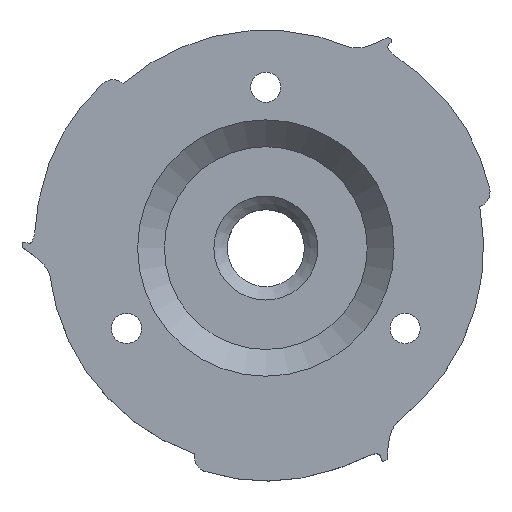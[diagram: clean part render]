
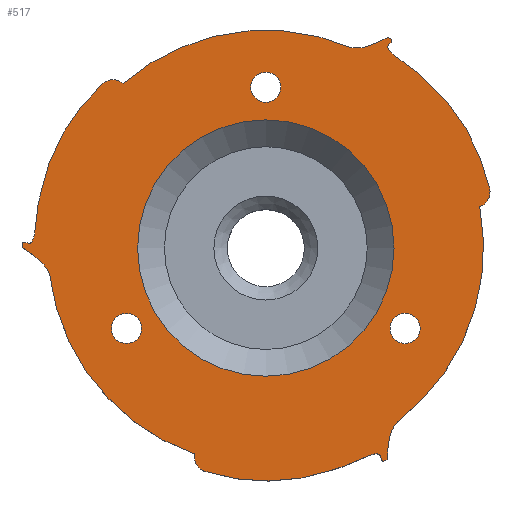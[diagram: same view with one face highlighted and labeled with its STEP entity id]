
A CAD part, top view. The second image highlights one B-rep face of the part: STEP entity #517.
In plain terms, the highlighted planar face has unit normal (0, 0, 1).
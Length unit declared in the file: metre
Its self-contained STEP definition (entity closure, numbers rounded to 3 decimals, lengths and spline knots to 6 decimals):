
#23=B_SPLINE_CURVE_WITH_KNOTS('',7,(#860,#861,#862,#863,#864,#865,#866,
#867),.UNSPECIFIED.,.F.,.F.,(8,8),(0.,0.787357),
 .PIECEWISE_BEZIER_KNOTS.);
#24=B_SPLINE_CURVE_WITH_KNOTS('',4,(#869,#870,#871,#872,#873),
 .UNSPECIFIED.,.F.,.F.,(5,5),(0.,1.),.PIECEWISE_BEZIER_KNOTS.);
#25=B_SPLINE_CURVE_WITH_KNOTS('',7,(#878,#879,#880,#881,#882,#883,#884,
#885),.UNSPECIFIED.,.F.,.F.,(8,8),(0.,0.787357),
 .PIECEWISE_BEZIER_KNOTS.);
#26=B_SPLINE_CURVE_WITH_KNOTS('',4,(#887,#888,#889,#890,#891),
 .UNSPECIFIED.,.F.,.F.,(5,5),(0.,1.),.PIECEWISE_BEZIER_KNOTS.);
#27=B_SPLINE_CURVE_WITH_KNOTS('',7,(#896,#897,#898,#899,#900,#901,#902,
#903),.UNSPECIFIED.,.F.,.F.,(8,8),(0.,0.787357),
 .PIECEWISE_BEZIER_KNOTS.);
#28=B_SPLINE_CURVE_WITH_KNOTS('',4,(#905,#906,#907,#908,#909),
 .UNSPECIFIED.,.F.,.F.,(5,5),(0.,1.),.PIECEWISE_BEZIER_KNOTS.);
#37=PLANE('',#600);
#101=ORIENTED_EDGE('',*,*,#231,.T.);
#102=ORIENTED_EDGE('',*,*,#212,.T.);
#103=ORIENTED_EDGE('',*,*,#232,.T.);
#104=ORIENTED_EDGE('',*,*,#233,.T.);
#105=ORIENTED_EDGE('',*,*,#234,.F.);
#106=ORIENTED_EDGE('',*,*,#235,.F.);
#107=ORIENTED_EDGE('',*,*,#215,.T.);
#108=ORIENTED_EDGE('',*,*,#236,.T.);
#109=ORIENTED_EDGE('',*,*,#237,.T.);
#110=ORIENTED_EDGE('',*,*,#238,.F.);
#111=ORIENTED_EDGE('',*,*,#239,.F.);
#112=ORIENTED_EDGE('',*,*,#227,.T.);
#113=ORIENTED_EDGE('',*,*,#240,.T.);
#114=ORIENTED_EDGE('',*,*,#241,.T.);
#115=ORIENTED_EDGE('',*,*,#242,.F.);
#116=ORIENTED_EDGE('',*,*,#243,.F.);
#117=ORIENTED_EDGE('',*,*,#222,.T.);
#118=ORIENTED_EDGE('',*,*,#226,.T.);
#119=ORIENTED_EDGE('',*,*,#244,.T.);
#212=EDGE_CURVE('',#280,#278,#330,.T.);
#215=EDGE_CURVE('',#282,#283,#332,.T.);
#222=EDGE_CURVE('',#289,#289,#337,.F.);
#226=EDGE_CURVE('',#293,#293,#341,.F.);
#227=EDGE_CURVE('',#294,#295,#342,.T.);
#231=EDGE_CURVE('',#298,#298,#344,.F.);
#232=EDGE_CURVE('',#278,#299,#345,.T.);
#233=EDGE_CURVE('',#299,#300,#346,.T.);
#234=EDGE_CURVE('',#301,#300,#23,.T.);
#235=EDGE_CURVE('',#282,#301,#24,.T.);
#236=EDGE_CURVE('',#283,#302,#347,.T.);
#237=EDGE_CURVE('',#302,#303,#348,.T.);
#238=EDGE_CURVE('',#304,#303,#25,.T.);
#239=EDGE_CURVE('',#294,#304,#26,.T.);
#240=EDGE_CURVE('',#295,#305,#349,.T.);
#241=EDGE_CURVE('',#305,#306,#350,.T.);
#242=EDGE_CURVE('',#307,#306,#27,.T.);
#243=EDGE_CURVE('',#280,#307,#28,.T.);
#244=EDGE_CURVE('',#308,#308,#351,.F.);
#278=VERTEX_POINT('',#806);
#280=VERTEX_POINT('',#809);
#282=VERTEX_POINT('',#815);
#283=VERTEX_POINT('',#816);
#289=VERTEX_POINT('',#832);
#293=VERTEX_POINT('',#843);
#294=VERTEX_POINT('',#846);
#295=VERTEX_POINT('',#847);
#298=VERTEX_POINT('',#855);
#299=VERTEX_POINT('',#857);
#300=VERTEX_POINT('',#859);
#301=VERTEX_POINT('',#868);
#302=VERTEX_POINT('',#875);
#303=VERTEX_POINT('',#877);
#304=VERTEX_POINT('',#886);
#305=VERTEX_POINT('',#893);
#306=VERTEX_POINT('',#895);
#307=VERTEX_POINT('',#904);
#308=VERTEX_POINT('',#911);
#330=CIRCLE('',#578,0.0325);
#332=CIRCLE('',#581,0.0325);
#337=CIRCLE('',#589,0.00225);
#341=CIRCLE('',#596,0.00225);
#342=CIRCLE('',#598,0.0325);
#344=CIRCLE('',#601,0.019128);
#345=CIRCLE('',#602,0.002273);
#346=CIRCLE('',#603,0.030016);
#347=CIRCLE('',#604,0.002273);
#348=CIRCLE('',#605,0.030016);
#349=CIRCLE('',#606,0.002273);
#350=CIRCLE('',#607,0.030016);
#351=CIRCLE('',#608,0.00225);
#385=EDGE_LOOP('',(#101));
#386=EDGE_LOOP('',(#102,#103,#104,#105,#106,#107,#108,#109,#110,#111,#112,
#113,#114,#115,#116));
#387=EDGE_LOOP('',(#117));
#388=EDGE_LOOP('',(#118));
#389=EDGE_LOOP('',(#119));
#446=FACE_BOUND('',#385,.T.);
#447=FACE_BOUND('',#386,.T.);
#448=FACE_BOUND('',#387,.T.);
#449=FACE_BOUND('',#388,.T.);
#450=FACE_BOUND('',#389,.T.);
#517=ADVANCED_FACE('',(#446,#447,#448,#449,#450),#37,.T.);
#578=AXIS2_PLACEMENT_3D('',#808,#654,#655);
#581=AXIS2_PLACEMENT_3D('',#814,#661,#662);
#589=AXIS2_PLACEMENT_3D('',#831,#679,#680);
#596=AXIS2_PLACEMENT_3D('',#842,#693,#694);
#598=AXIS2_PLACEMENT_3D('',#845,#697,#698);
#600=AXIS2_PLACEMENT_3D('',#853,#703,#704);
#601=AXIS2_PLACEMENT_3D('',#854,#705,#706);
#602=AXIS2_PLACEMENT_3D('',#856,#707,#708);
#603=AXIS2_PLACEMENT_3D('',#858,#709,#710);
#604=AXIS2_PLACEMENT_3D('',#874,#711,#712);
#605=AXIS2_PLACEMENT_3D('',#876,#713,#714);
#606=AXIS2_PLACEMENT_3D('',#892,#715,#716);
#607=AXIS2_PLACEMENT_3D('',#894,#717,#718);
#608=AXIS2_PLACEMENT_3D('',#910,#719,#720);
#654=DIRECTION('',(0.,0.,1.));
#655=DIRECTION('',(1.,0.,0.));
#661=DIRECTION('',(0.,0.,1.));
#662=DIRECTION('',(1.,0.,0.));
#679=DIRECTION('',(0.,0.,1.));
#680=DIRECTION('',(-0.5,0.866,0.));
#693=DIRECTION('',(0.,0.,1.));
#694=DIRECTION('',(-0.5,-0.866,0.));
#697=DIRECTION('',(0.,0.,1.));
#698=DIRECTION('',(1.,0.,0.));
#703=DIRECTION('',(0.,0.,1.));
#704=DIRECTION('',(1.,0.,0.));
#705=DIRECTION('',(0.,0.,1.));
#706=DIRECTION('',(1.,0.,0.));
#707=DIRECTION('',(0.,0.,1.));
#708=DIRECTION('',(1.,0.,0.));
#709=DIRECTION('',(0.,0.,1.));
#710=DIRECTION('',(1.,0.,0.));
#711=DIRECTION('',(0.,0.,1.));
#712=DIRECTION('',(1.,0.,0.));
#713=DIRECTION('',(0.,0.,1.));
#714=DIRECTION('',(1.,0.,0.));
#715=DIRECTION('',(0.,0.,1.));
#716=DIRECTION('',(1.,0.,0.));
#717=DIRECTION('',(0.,0.,1.));
#718=DIRECTION('',(1.,0.,0.));
#719=DIRECTION('',(0.,0.,1.));
#720=DIRECTION('',(1.,0.,0.));
#806=CARTESIAN_POINT('',(-0.0213,0.024547,0.007));
#808=CARTESIAN_POINT('',(0.,0.,0.007));
#809=CARTESIAN_POINT('',(0.012681,0.029924,0.007));
#814=CARTESIAN_POINT('',(0.,0.,0.007));
#815=CARTESIAN_POINT('',(-0.032255,-0.00398,0.007));
#816=CARTESIAN_POINT('',(-0.010609,-0.03072,0.007));
#831=CARTESIAN_POINT('',(-0.020785,-0.012,0.007));
#832=CARTESIAN_POINT('',(-0.02191,-0.010051,0.007));
#842=CARTESIAN_POINT('',(0.020785,-0.012,0.007));
#843=CARTESIAN_POINT('',(0.01966,-0.013949,0.007));
#845=CARTESIAN_POINT('',(0.,0.,0.007));
#846=CARTESIAN_POINT('',(0.019574,-0.025944,0.007));
#847=CARTESIAN_POINT('',(0.031909,0.006172,0.007));
#853=CARTESIAN_POINT('',(0.,0.,0.007));
#854=CARTESIAN_POINT('',(0.,0.,0.007));
#855=CARTESIAN_POINT('',(0.019128,0.,0.007));
#856=CARTESIAN_POINT('',(-0.0228,0.02284,0.007));
#857=CARTESIAN_POINT('',(-0.024326,0.024524,0.007));
#858=CARTESIAN_POINT('',(-0.004167,0.002285,0.007));
#859=CARTESIAN_POINT('',(-0.033641,0.007962,0.007));
#860=CARTESIAN_POINT('',(-0.036375,0.000072,0.007));
#861=CARTESIAN_POINT('',(-0.036333,0.00162,0.007));
#862=CARTESIAN_POINT('',(-0.035956,0.00089,0.007));
#863=CARTESIAN_POINT('',(-0.034983,0.000198,0.007));
#864=CARTESIAN_POINT('',(-0.034385,-0.000451,0.007));
#865=CARTESIAN_POINT('',(-0.03437,0.002432,0.007));
#866=CARTESIAN_POINT('',(-0.034317,0.005836,0.007));
#867=CARTESIAN_POINT('',(-0.033641,0.007962,0.007));
#868=CARTESIAN_POINT('',(-0.036375,0.000072,0.007));
#869=CARTESIAN_POINT('',(-0.031964,-0.005079,0.007));
#870=CARTESIAN_POINT('',(-0.032294,-0.003024,0.007));
#871=CARTESIAN_POINT('',(-0.033464,-0.001891,0.007));
#872=CARTESIAN_POINT('',(-0.034362,-0.00121,0.007));
#873=CARTESIAN_POINT('',(-0.036375,0.000072,0.007));
#874=CARTESIAN_POINT('',(-0.00838,-0.031165,0.007));
#875=CARTESIAN_POINT('',(-0.009075,-0.033329,0.007));
#876=CARTESIAN_POINT('',(0.000104,-0.004751,0.007));
#877=CARTESIAN_POINT('',(0.009926,-0.033115,0.007));
#878=CARTESIAN_POINT('',(0.018125,-0.031538,0.007));
#879=CARTESIAN_POINT('',(0.016764,-0.032275,0.007));
#880=CARTESIAN_POINT('',(0.017207,-0.031584,0.007));
#881=CARTESIAN_POINT('',(0.01732,-0.030395,0.007));
#882=CARTESIAN_POINT('',(0.017583,-0.029552,0.007));
#883=CARTESIAN_POINT('',(0.015079,-0.030981,0.007));
#884=CARTESIAN_POINT('',(0.012105,-0.032637,0.007));
#885=CARTESIAN_POINT('',(0.009926,-0.033115,0.007));
#886=CARTESIAN_POINT('',(0.018125,-0.031538,0.007));
#887=CARTESIAN_POINT('',(0.020381,-0.025142,0.007));
#888=CARTESIAN_POINT('',(0.018766,-0.026455,0.007));
#889=CARTESIAN_POINT('',(0.018369,-0.028035,0.007));
#890=CARTESIAN_POINT('',(0.018229,-0.029153,0.007));
#891=CARTESIAN_POINT('',(0.018125,-0.031538,0.007));
#892=CARTESIAN_POINT('',(0.03118,0.008325,0.007));
#893=CARTESIAN_POINT('',(0.033401,0.008805,0.007));
#894=CARTESIAN_POINT('',(0.004063,0.002466,0.007));
#895=CARTESIAN_POINT('',(0.023715,0.025153,0.007));
#896=CARTESIAN_POINT('',(0.01825,0.031465,0.007));
#897=CARTESIAN_POINT('',(0.019569,0.030655,0.007));
#898=CARTESIAN_POINT('',(0.018749,0.030694,0.007));
#899=CARTESIAN_POINT('',(0.017663,0.030197,0.007));
#900=CARTESIAN_POINT('',(0.016801,0.030004,0.007));
#901=CARTESIAN_POINT('',(0.019291,0.028549,0.007));
#902=CARTESIAN_POINT('',(0.022213,0.026802,0.007));
#903=CARTESIAN_POINT('',(0.023715,0.025153,0.007));
#904=CARTESIAN_POINT('',(0.01825,0.031465,0.007));
#905=CARTESIAN_POINT('',(0.011583,0.030221,0.007));
#906=CARTESIAN_POINT('',(0.013528,0.029479,0.007));
#907=CARTESIAN_POINT('',(0.015095,0.029926,0.007));
#908=CARTESIAN_POINT('',(0.016133,0.030363,0.007));
#909=CARTESIAN_POINT('',(0.01825,0.031465,0.007));
#910=CARTESIAN_POINT('',(0.,0.024,0.007));
#911=CARTESIAN_POINT('',(0.00225,0.024,0.007));
